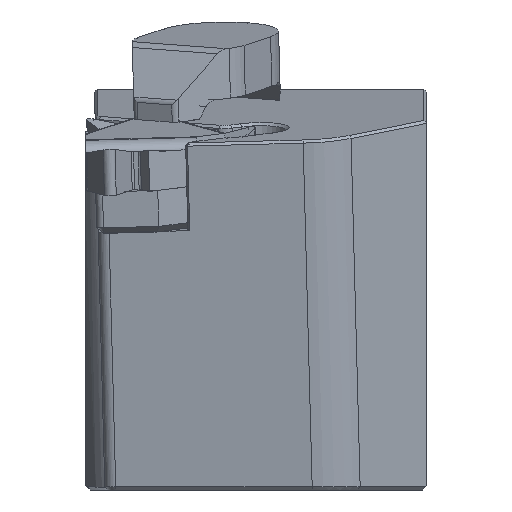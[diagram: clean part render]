
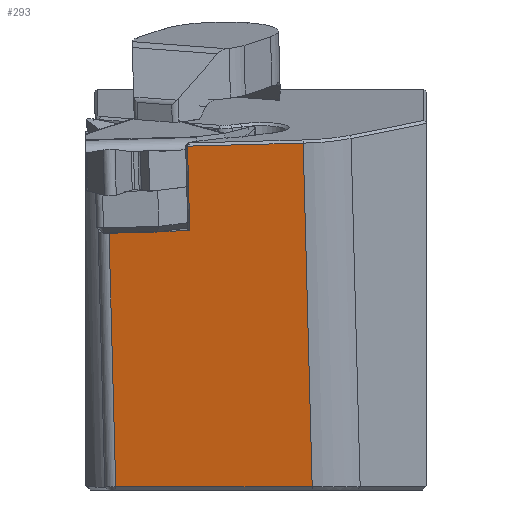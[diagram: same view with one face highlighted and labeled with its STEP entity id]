
A CAD part, left-side view. The second image highlights one B-rep face of the part: STEP entity #293.
In plain terms, the highlighted planar face has unit normal (-0.985, -0.004, -0.174).
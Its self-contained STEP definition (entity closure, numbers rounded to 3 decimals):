
#293=ADVANCED_FACE('',(#546),#427,.F.);
#427=PLANE('',#2985);
#546=FACE_OUTER_BOUND('',#703,.T.);
#703=EDGE_LOOP('',(#1194,#1195,#1196,#1197,#1198,#1199,#1200));
#1194=ORIENTED_EDGE('',*,*,#2100,.T.);
#1195=ORIENTED_EDGE('',*,*,#2101,.T.);
#1196=ORIENTED_EDGE('',*,*,#2102,.F.);
#1197=ORIENTED_EDGE('',*,*,#2023,.T.);
#1198=ORIENTED_EDGE('',*,*,#1975,.T.);
#1199=ORIENTED_EDGE('',*,*,#2103,.F.);
#1200=ORIENTED_EDGE('',*,*,#2104,.T.);
#1686=VERTEX_POINT('',#4135);
#1688=VERTEX_POINT('',#4138);
#1713=VERTEX_POINT('',#4230);
#1782=VERTEX_POINT('',#4405);
#1783=VERTEX_POINT('',#4406);
#1784=VERTEX_POINT('',#4408);
#1785=VERTEX_POINT('',#4411);
#1975=EDGE_CURVE('',#1688,#1686,#2351,.T.);
#2023=EDGE_CURVE('',#1713,#1688,#2392,.T.);
#2100=EDGE_CURVE('',#1782,#1783,#2438,.T.);
#2101=EDGE_CURVE('',#1783,#1784,#2439,.T.);
#2102=EDGE_CURVE('',#1713,#1784,#2440,.T.);
#2103=EDGE_CURVE('',#1785,#1686,#2441,.T.);
#2104=EDGE_CURVE('',#1785,#1782,#2442,.T.);
#2351=LINE('',#4137,#2644);
#2392=LINE('',#4229,#2685);
#2438=LINE('',#4404,#2731);
#2439=LINE('',#4407,#2732);
#2440=LINE('',#4409,#2733);
#2441=LINE('',#4410,#2734);
#2442=LINE('',#4412,#2735);
#2644=VECTOR('',#3332,1.);
#2685=VECTOR('',#3425,1.);
#2731=VECTOR('',#3543,1.);
#2732=VECTOR('',#3544,1.);
#2733=VECTOR('',#3545,1.);
#2734=VECTOR('',#3546,1.);
#2735=VECTOR('',#3547,1.);
#2985=AXIS2_PLACEMENT_3D('',#4413,#3548,#3549);
#3332=DIRECTION('',(0.,1.,-0.026));
#3425=DIRECTION('',(0.,1.,-0.026));
#3543=DIRECTION('',(-0.174,0.026,0.984));
#3544=DIRECTION('',(0.,1.,-0.026));
#3545=DIRECTION('',(-0.174,0.026,0.984));
#3546=DIRECTION('',(-0.174,0.026,0.984));
#3547=DIRECTION('',(0.005,-1.,0.));
#3548=DIRECTION('',(0.985,0.005,0.174));
#3549=DIRECTION('',(0.174,0.,-0.985));
#4135=CARTESIAN_POINT('',(3.714,23.308,-6.117));
#4137=CARTESIAN_POINT('',(3.714,23.308,-6.117));
#4138=CARTESIAN_POINT('',(3.714,19.441,-6.016));
#4229=CARTESIAN_POINT('',(3.714,23.308,-6.117));
#4230=CARTESIAN_POINT('',(3.714,17.386,-5.962));
#4404=CARTESIAN_POINT('',(9.479,8.04,-38.424));
#4405=CARTESIAN_POINT('',(7.068,8.398,-24.756));
#4406=CARTESIAN_POINT('',(2.62,9.058,0.462));
#4407=CARTESIAN_POINT('',(2.62,9.058,0.462));
#4408=CARTESIAN_POINT('',(2.62,17.549,0.24));
#4409=CARTESIAN_POINT('',(-3.232,18.417,33.417));
#4410=CARTESIAN_POINT('',(9.479,22.453,-38.802));
#4411=CARTESIAN_POINT('',(7.002,22.82,-24.757));
#4412=CARTESIAN_POINT('',(7.004,22.441,-24.757));
#4413=CARTESIAN_POINT('',(9.479,22.453,-38.802));
